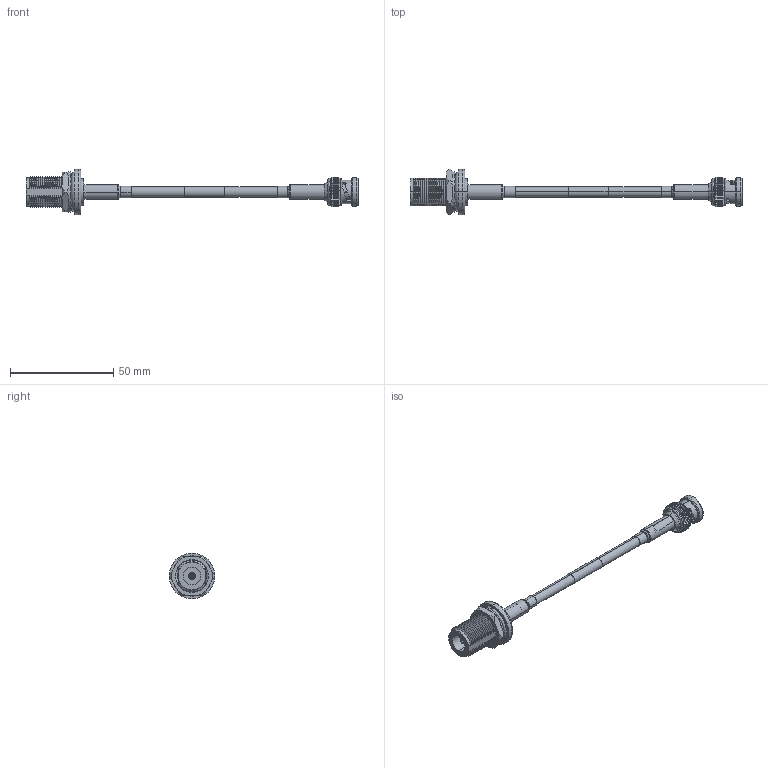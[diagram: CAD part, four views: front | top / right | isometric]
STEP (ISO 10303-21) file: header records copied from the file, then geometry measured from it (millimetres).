
FILE_DESCRIPTION (( 'STEP AP203' ), '1' );
FILE_NAME ('LCCA30687.STEP', '2020-09-25T05:21:45', ( '' ), ( '' ), 'SwSTEP 2.0', 'SolidWorks 2018', '' );
FILE_SCHEMA (( 'CONFIG_CONTROL_DESIGN' ));
Length unit declared in the file: inch
Products named in the file (12): ANF-3700-MA4; ANF-3700; LCCA30687; ANF-3700-MA1; ANF-3700-MA3; ANF-3700-MA2; Part3^LCCA30687; CA-195R-MA1_.195"x1"; 3AA03-013; ABM-1700_CRIMPED; RG58C-PROD; 3AA02-017
Assembly tree (12 placements, depth 3):
  LCCA30687
    RG58C-PROD
    Part3^LCCA30687
    ANF-3700
      ANF-3700-MA1
      ANF-3700-MA3
      3AA03-013
      3AA02-017
      ANF-3700-MA4
      ANF-3700-MA2
    CA-195R-MA1_.195"x1"  x2
    ABM-1700_CRIMPED
Bounding box: 160.76 x 22 x 22 mm (x, y, z)
Volume: 8939.6 mm3; surface area: 12552.2 mm2
Topology: 13 solids, 13 shells, 919 faces, 2275 edges, 1403 vertices
Faces by surface type: cylinder 312, cone 306, plane 265, torus 22, bspline 12, sphere 2
Entity records: 30213 total; most frequent: CARTESIAN_POINT 7957, ORIENTED_EDGE 4462, DIRECTION 4385, EDGE_CURVE 2231, AXIS2_PLACEMENT_3D 1803, VERTEX_POINT 1379, EDGE_LOOP 944, CIRCLE 902
